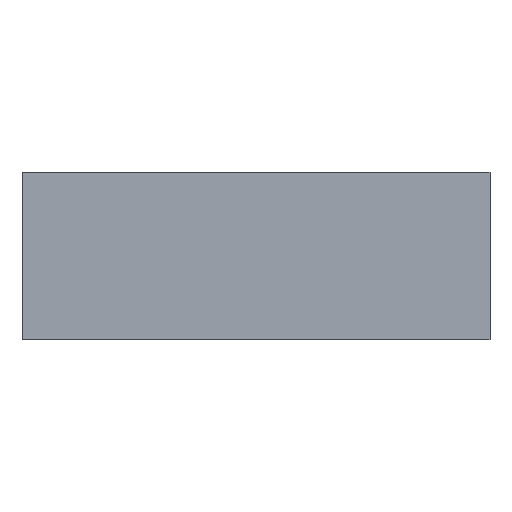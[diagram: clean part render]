
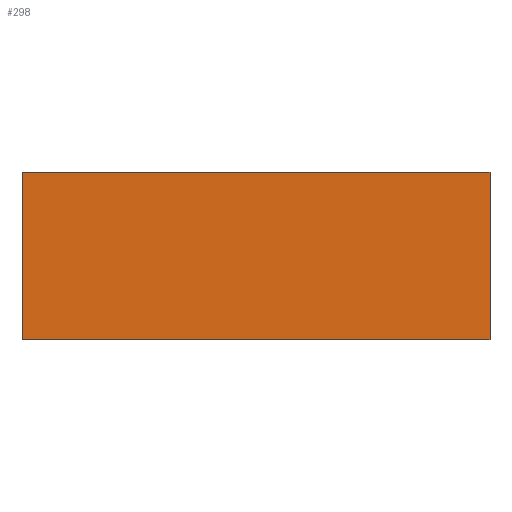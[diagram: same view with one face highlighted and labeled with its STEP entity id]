
A CAD part, top view. The second image highlights one B-rep face of the part: STEP entity #298.
In plain terms, the highlighted planar face has unit normal (0, 0, 1).
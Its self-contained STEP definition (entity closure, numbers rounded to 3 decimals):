
#30 = DIRECTION ( 'NONE',  ( 1., 0., 0. ) ) ;
#42 = EDGE_CURVE ( 'NONE', #498, #552, #518, .T. ) ;
#50 = CARTESIAN_POINT ( 'NONE',  ( -21., 0., 72.5 ) ) ;
#51 = VERTEX_POINT ( 'NONE', #413 ) ;
#60 = ORIENTED_EDGE ( 'NONE', *, *, #135, .T. ) ;
#77 = CARTESIAN_POINT ( 'NONE',  ( 21., -5., 72.5 ) ) ;
#94 = DIRECTION ( 'NONE',  ( 0., 0., 1. ) ) ;
#97 = VECTOR ( 'NONE', #323, 1000. ) ;
#135 = EDGE_CURVE ( 'NONE', #552, #159, #425, .T. ) ;
#159 = VERTEX_POINT ( 'NONE', #77 ) ;
#161 = CARTESIAN_POINT ( 'NONE',  ( -21., -5., 72.5 ) ) ;
#254 = ORIENTED_EDGE ( 'NONE', *, *, #533, .F. ) ;
#281 = LINE ( 'NONE', #653, #335 ) ;
#298 = ADVANCED_FACE ( 'NONE', ( #438 ), #497, .T. ) ;
#323 = DIRECTION ( 'NONE',  ( 1., 0., 0. ) ) ;
#331 = LINE ( 'NONE', #610, #649 ) ;
#335 = VECTOR ( 'NONE', #389, 1000. ) ;
#344 = CARTESIAN_POINT ( 'NONE',  ( -21., -5., 72.5 ) ) ;
#354 = AXIS2_PLACEMENT_3D ( 'NONE', #595, #94, #30 ) ;
#383 = DIRECTION ( 'NONE',  ( 1., 0., 0. ) ) ;
#389 = DIRECTION ( 'NONE',  ( 0., -1., 0. ) ) ;
#413 = CARTESIAN_POINT ( 'NONE',  ( 21., 10., 72.5 ) ) ;
#425 = LINE ( 'NONE', #161, #97 ) ;
#438 = FACE_OUTER_BOUND ( 'NONE', #526, .T. ) ;
#497 = PLANE ( 'NONE',  #354 ) ;
#498 = VERTEX_POINT ( 'NONE', #529 ) ;
#513 = EDGE_CURVE ( 'NONE', #51, #159, #281, .T. ) ;
#518 = LINE ( 'NONE', #50, #634 ) ;
#519 = ORIENTED_EDGE ( 'NONE', *, *, #513, .F. ) ;
#526 = EDGE_LOOP ( 'NONE', ( #519, #254, #609, #60 ) ) ;
#529 = CARTESIAN_POINT ( 'NONE',  ( -21., 10., 72.5 ) ) ;
#533 = EDGE_CURVE ( 'NONE', #498, #51, #331, .T. ) ;
#552 = VERTEX_POINT ( 'NONE', #344 ) ;
#565 = DIRECTION ( 'NONE',  ( 0., -1., 0. ) ) ;
#595 = CARTESIAN_POINT ( 'NONE',  ( -21., 0., 72.5 ) ) ;
#609 = ORIENTED_EDGE ( 'NONE', *, *, #42, .T. ) ;
#610 = CARTESIAN_POINT ( 'NONE',  ( -21., 10., 72.5 ) ) ;
#634 = VECTOR ( 'NONE', #565, 1000. ) ;
#649 = VECTOR ( 'NONE', #383, 1000. ) ;
#653 = CARTESIAN_POINT ( 'NONE',  ( 21., 0., 72.5 ) ) ;
